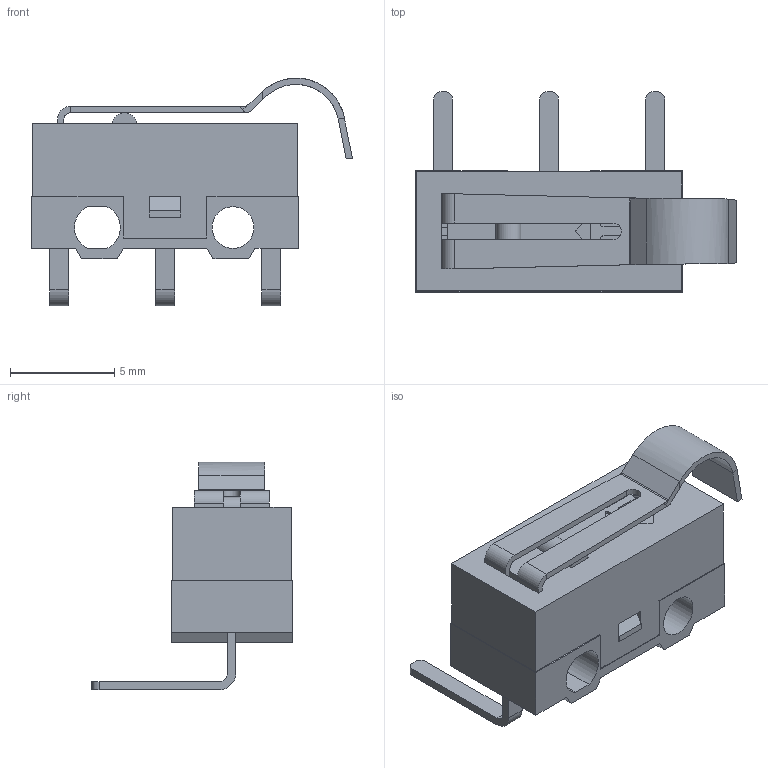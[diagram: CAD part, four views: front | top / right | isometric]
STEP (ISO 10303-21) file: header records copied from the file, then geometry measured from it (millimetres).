
FILE_DESCRIPTION((''),'2;1');
FILE_NAME('SS075xx03FxxxV2A.stp','2012-12-10T13:34:26',('epieh'),(''),'Autodesk Inventor 2012','Autodesk Inventor 2012','');
FILE_SCHEMA(('AUTOMOTIVE_DESIGN { 1 0 10303 214 1 1 1 1 }'));
Length unit declared in the file: millimetre
Products named in the file (6): Q971023; SS top; SS bottom; SS plunger; SS  03 ACTUATOR; SS Term Rt Angle
Assembly tree (7 placements, depth 2):
  Q971023
    SS top
    SS bottom
    SS plunger
    SS  03 ACTUATOR
    SS Term Rt Angle  x3
Bounding box: 15.37 x 9.6 x 10.91 mm (x, y, z)
Volume: 268.7 mm3; surface area: 958.3 mm2
Topology: 7 solids, 7 shells, 210 faces, 552 edges, 360 vertices
Faces by surface type: plane 171, cylinder 39
Full cylindrical faces by diameter (mm): 2 x1
Entity records: 5900 total; most frequent: CARTESIAN_POINT 1010, ORIENTED_EDGE 982, DIRECTION 952, EDGE_CURVE 491, VECTOR 428, LINE 428, VERTEX_POINT 320, AXIS2_PLACEMENT_3D 262
